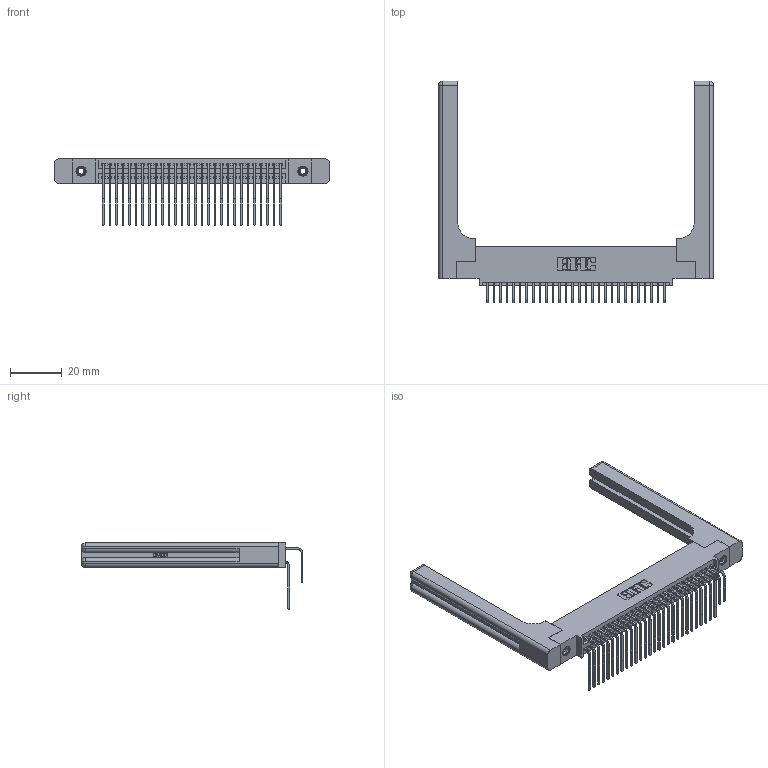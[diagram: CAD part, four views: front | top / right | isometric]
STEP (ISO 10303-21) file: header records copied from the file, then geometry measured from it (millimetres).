
FILE_DESCRIPTION (( 'STEP AP203' ), '1' );
FILE_NAME ('345-056-558-558.STEP', '2019-10-30T03:43:45', ( '' ), ( '' ), 'SwSTEP 2.0', 'SolidWorks 2016', '' );
FILE_SCHEMA (( 'CONFIG_CONTROL_DESIGN' ));
Length unit declared in the file: inch
Products named in the file (6): 345-292-001_558 559 Tail - 1; 345-220-058_345-220-058; 345-292-001_558 Tail - 2; 345-056-558-558; 345-250-001_345-250-001-102; 345 Part_0.110 Offset - 0.156 Dia-TH
Assembly tree (61 placements, depth 2):
  345-056-558-558
    345 Part_0.110 Offset - 0.156 Dia-TH
    345-292-001_558 559 Tail - 1  x28
    345-292-001_558 Tail - 2  x28
    345-250-001_345-250-001-102  x2
    345-220-058_345-220-058  x2
Bounding box: 106.15 x 85.59 x 25.53 mm (x, y, z)
Volume: 18906 mm3; surface area: 21818.3 mm2
Topology: 61 solids, 61 shells, 3298 faces, 9699 edges, 6370 vertices
Faces by surface type: plane 2192, cylinder 1046, bspline 36, cone 12, sphere 8, torus 4
Entity records: 30820 total; most frequent: CARTESIAN_POINT 6220, ORIENTED_EDGE 4900, DIRECTION 4406, EDGE_CURVE 2450, LINE 2074, VECTOR 2074, VERTEX_POINT 1622, AXIS2_PLACEMENT_3D 1166
